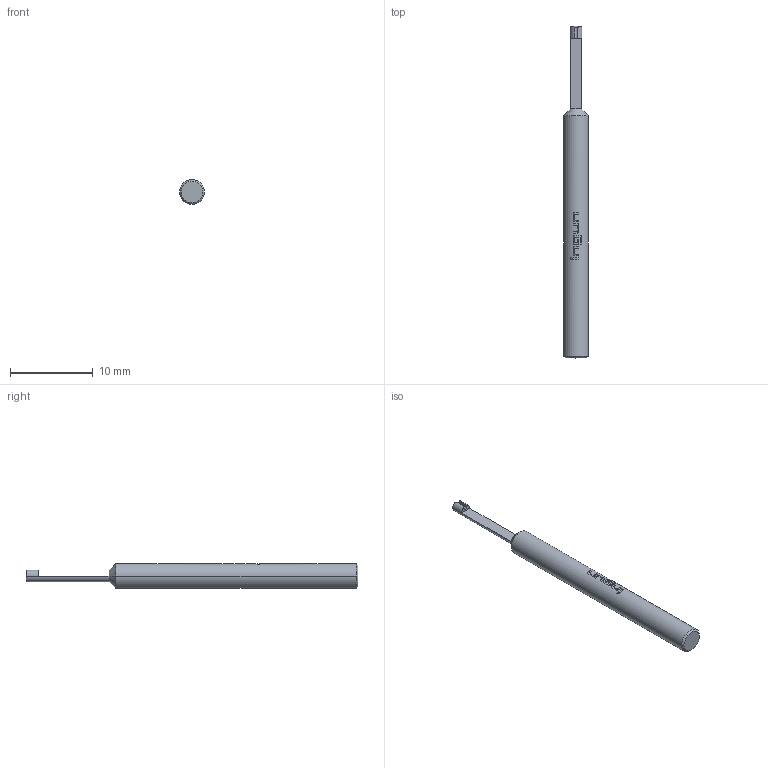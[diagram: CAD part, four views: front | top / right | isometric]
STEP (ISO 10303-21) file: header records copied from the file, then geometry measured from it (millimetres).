
FILE_DESCRIPTION (( 'STEP AP203' ), '1' );
FILE_NAME ('INGUN_E-SW-ZW-GKS-080.STEP', '2022-05-19T10:04:23', ( 'ochi' ), ( '' ), 'SwSTEP 2.0', 'SolidWorks 2018', '' );
FILE_SCHEMA (( 'CONFIG_CONTROL_DESIGN' ));
Length unit declared in the file: millimetre
Products named in the file (1): INGUN_E-SW-ZW-GKS-080
Bounding box: 3 x 40 x 3 mm (x, y, z)
Volume: 217.9 mm3; surface area: 330.1 mm2
Topology: 1 solids, 1 shells, 88 faces, 228 edges, 148 vertices
Faces by surface type: plane 49, bspline 22, cylinder 12, cone 5
Entity records: 3099 total; most frequent: CARTESIAN_POINT 1059, ORIENTED_EDGE 456, DIRECTION 330, EDGE_CURVE 228, VERTEX_POINT 148, AXIS2_PLACEMENT_3D 123, EDGE_LOOP 94, ADVANCED_FACE 88
